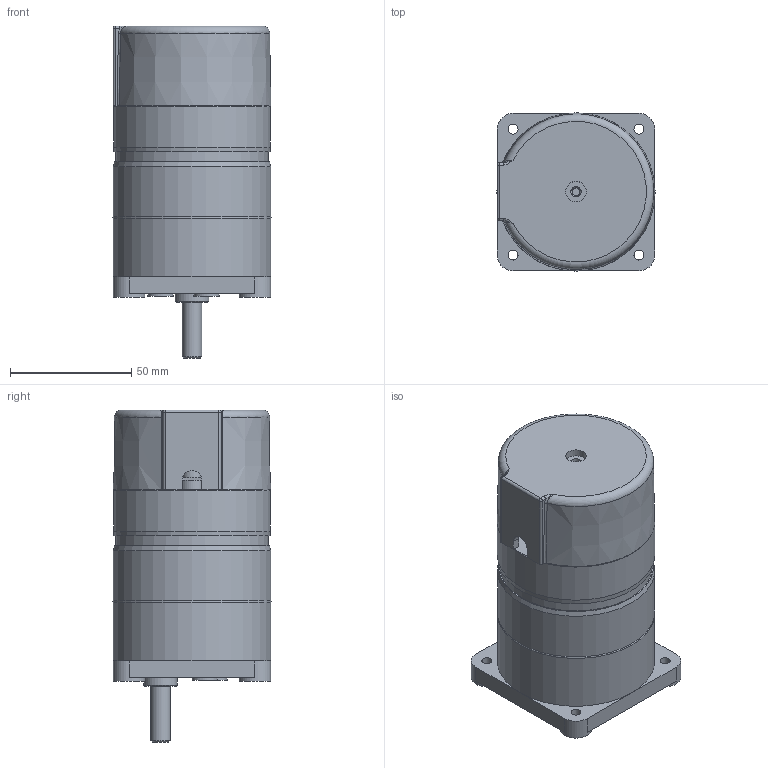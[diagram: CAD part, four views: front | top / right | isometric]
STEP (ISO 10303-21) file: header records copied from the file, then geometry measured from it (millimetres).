
FILE_DESCRIPTION((''),'2;1');
FILE_NAME('ZG_14_000024_ASM14SG_KK_IP40_WelleRund_Rev0.stp','2016-11-07T09:08:10',('Zeichen-PC'),(''),'Autodesk Inventor 2010','Autodesk Inventor 2010','');
FILE_SCHEMA(('AUTOMOTIVE_DESIGN { 1 0 10303 214 1 1 1 1 }'));
Length unit declared in the file: millimetre
Products named in the file (10): ZG_14_000024_ASM14SG_KK_IP40_WelleRund_Rev0; 5101-STG-Kunst; LagerschaleB3-ZG-Rev1-0; ZG_51108x067_Endwelle_8x67_Rev0; DIN EN 24036 M5; DIN EN ISO 7045 H M4 x 40 - 4.8 - H; SchraubeDIN7045 - M4 x65; LochNippel; ZG_5002010_Stator_10er_Platzhalter_schwarz; Klemmkasten mit Kabeleintritsloch-größe angepasst
Assembly tree (14 placements, depth 2):
  ZG_14_000024_ASM14SG_KK_IP40_WelleRund_Rev0
    5101-STG-Kunst
    LagerschaleB3-ZG-Rev1-0
    ZG_51108x067_Endwelle_8x67_Rev0
    DIN EN 24036 M5  x3
    DIN EN ISO 7045 H M4 x 40 - 4.8 - H  x3
    SchraubeDIN7045 - M4 x65
    LochNippel  x2
    ZG_5002010_Stator_10er_Platzhalter_schwarz
    Klemmkasten mit Kabeleintritsloch-größe angepasst
Bounding box: 65.38 x 65.38 x 137.1 mm (x, y, z)
Volume: 146710.4 mm3; surface area: 84311.7 mm2
Topology: 14 solids, 14 shells, 456 faces, 1052 edges, 657 vertices
Faces by surface type: plane 183, cylinder 87, bspline 81, cone 68, torus 31, sphere 6
Full cylindrical faces by diameter (mm): 2.5 x2, 3.621 x4, 4 x4, 4.1 x8, 4.3 x1, 5.2 x3, 6 x1, 8 x3, 8.5 x3, 10 x1, 10.5 x2, 12 x1, 12.009 x2, 13 x4, 14 x1, 15.5 x1, 16 x1, 61 x1, 63 x3, 65 x3
Entity records: 12143 total; most frequent: CARTESIAN_POINT 4103, DIRECTION 1561, ORIENTED_EDGE 1436, EDGE_CURVE 718, AXIS2_PLACEMENT_3D 643, EDGE_LOOP 555, VERTEX_POINT 507, FACE_OUTER_BOUND 366
